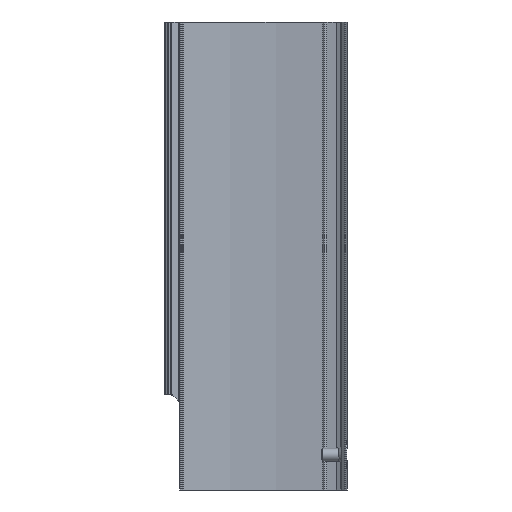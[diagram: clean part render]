
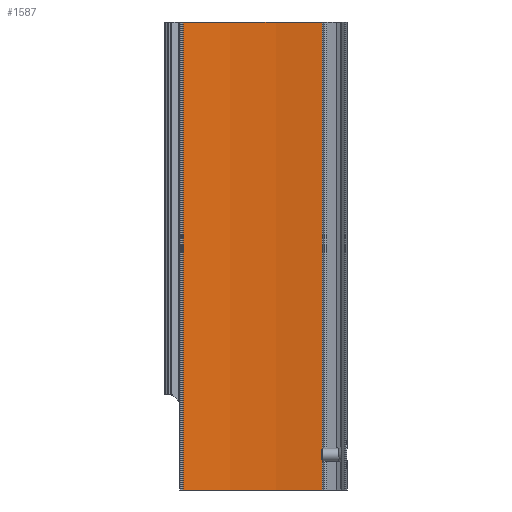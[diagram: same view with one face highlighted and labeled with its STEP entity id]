
A CAD part, front view. The second image highlights one B-rep face of the part: STEP entity #1587.
In plain terms, the highlighted cylindrical face has radius 89.4 mm (diameter 178.8 mm), a partial arc.
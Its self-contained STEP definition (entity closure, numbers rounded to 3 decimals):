
#109=CIRCLE('',#1741,89.4);
#110=CIRCLE('',#1742,89.4);
#346=ORIENTED_EDGE('',*,*,#793,.T.);
#347=ORIENTED_EDGE('',*,*,#792,.F.);
#348=ORIENTED_EDGE('',*,*,#794,.F.);
#349=ORIENTED_EDGE('',*,*,#795,.T.);
#792=EDGE_CURVE('',#998,#997,#1138,.T.);
#793=EDGE_CURVE('',#999,#997,#109,.T.);
#794=EDGE_CURVE('',#1000,#998,#110,.T.);
#795=EDGE_CURVE('',#1000,#999,#1139,.T.);
#997=VERTEX_POINT('',#2578);
#998=VERTEX_POINT('',#2580);
#999=VERTEX_POINT('',#2584);
#1000=VERTEX_POINT('',#2586);
#1138=LINE('',#2581,#1257);
#1139=LINE('',#2587,#1258);
#1257=VECTOR('',#2035,1000.);
#1258=VECTOR('',#2042,1000.);
#1348=EDGE_LOOP('',(#346,#347,#348,#349));
#1443=FACE_BOUND('',#1348,.T.);
#1525=CYLINDRICAL_SURFACE('',#1740,89.4);
#1587=ADVANCED_FACE('',(#1443),#1525,.F.);
#1740=AXIS2_PLACEMENT_3D('',#2582,#2036,#2037);
#1741=AXIS2_PLACEMENT_3D('',#2583,#2038,#2039);
#1742=AXIS2_PLACEMENT_3D('',#2585,#2040,#2041);
#2035=DIRECTION('',(0.,0.,1.));
#2036=DIRECTION('',(0.,0.,1.));
#2037=DIRECTION('',(1.,0.,0.));
#2038=DIRECTION('',(0.,0.,1.));
#2039=DIRECTION('',(1.,0.,0.));
#2040=DIRECTION('',(0.,0.,1.));
#2041=DIRECTION('',(1.,0.,0.));
#2042=DIRECTION('',(0.,0.,1.));
#2578=CARTESIAN_POINT('',(-13.831,6.524,0.));
#2580=CARTESIAN_POINT('',(-13.831,6.524,-93.));
#2581=CARTESIAN_POINT('',(-13.831,6.524,-93.));
#2582=CARTESIAN_POINT('',(0.,-81.8,-93.));
#2583=CARTESIAN_POINT('',(0.,-81.8,0.));
#2584=CARTESIAN_POINT('',(13.831,6.524,0.));
#2585=CARTESIAN_POINT('',(0.,-81.8,-93.));
#2586=CARTESIAN_POINT('',(13.831,6.524,-93.));
#2587=CARTESIAN_POINT('',(13.831,6.524,-93.));
